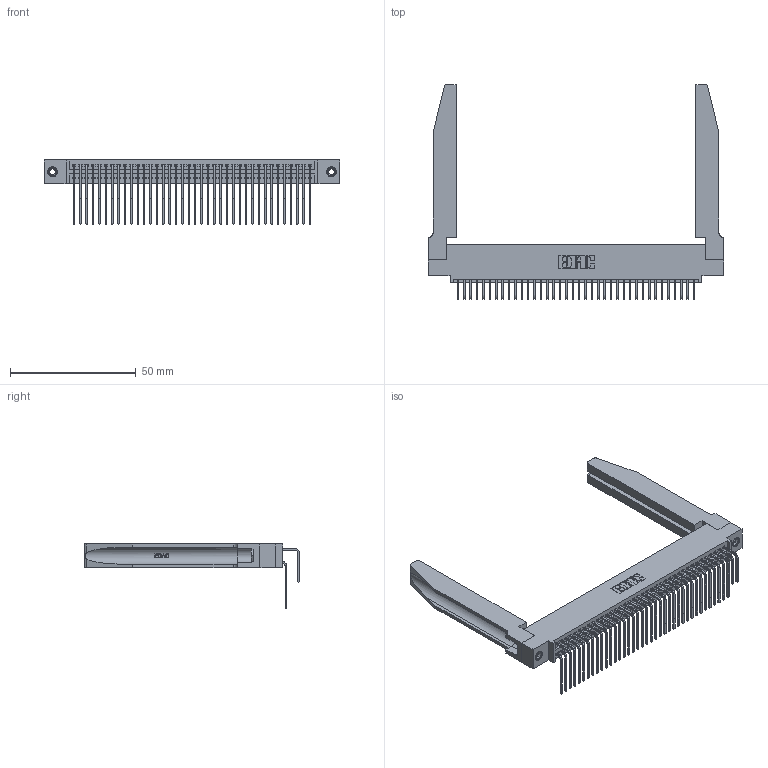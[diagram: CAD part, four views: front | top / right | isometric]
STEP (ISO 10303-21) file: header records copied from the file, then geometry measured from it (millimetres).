
FILE_DESCRIPTION (( 'STEP AP203' ), '1' );
FILE_NAME ('345-076-558-578.STEP', '2019-10-31T13:49:22', ( '' ), ( '' ), 'SwSTEP 2.0', 'SolidWorks 2016', '' );
FILE_SCHEMA (( 'CONFIG_CONTROL_DESIGN' ));
Length unit declared in the file: inch
Products named in the file (6): 345-292-001_558 Tail - 2; 345-292-001_558 559 Tail - 1; 345-076-558-578; 345-220-078_345-220-078; 345 Part_0.110 Offset - 0.156 Dia-TH; 345-250-001_345-250-001-102
Assembly tree (81 placements, depth 2):
  345-076-558-578
    345 Part_0.110 Offset - 0.156 Dia-TH
    345-292-001_558 559 Tail - 1  x38
    345-292-001_558 Tail - 2  x38
    345-250-001_345-250-001-102  x2
    345-220-078_345-220-078  x2
Bounding box: 117.75 x 85.59 x 25.53 mm (x, y, z)
Volume: 19537.1 mm3; surface area: 26308.6 mm2
Topology: 81 solids, 81 shells, 4316 faces, 12741 edges, 8382 vertices
Faces by surface type: plane 2886, cylinder 1378, bspline 36, cone 12, torus 4
Entity records: 36878 total; most frequent: CARTESIAN_POINT 7150, ORIENTED_EDGE 5930, DIRECTION 5275, EDGE_CURVE 2965, VECTOR 2547, LINE 2547, VERTEX_POINT 1968, AXIS2_PLACEMENT_3D 1364
